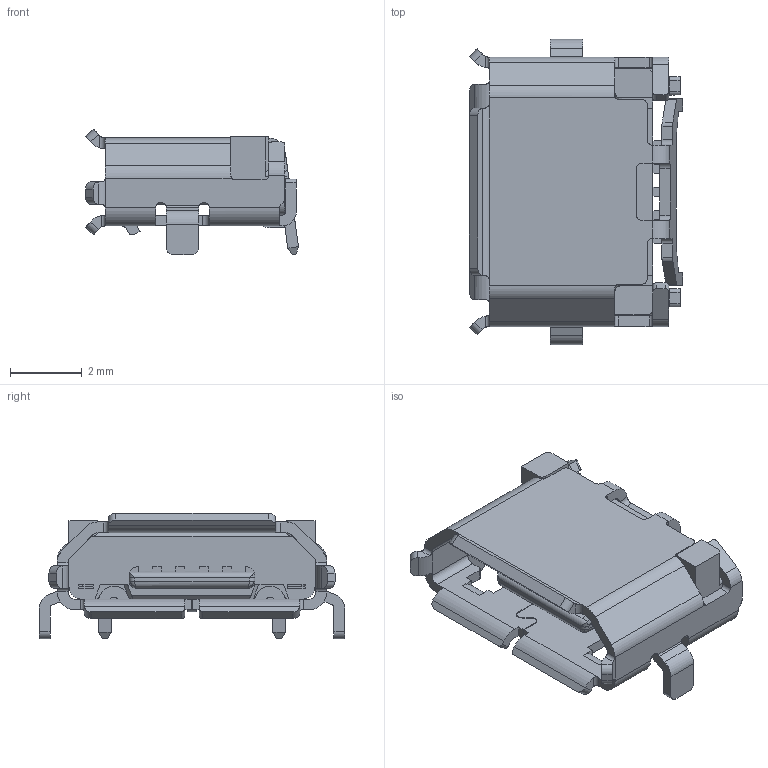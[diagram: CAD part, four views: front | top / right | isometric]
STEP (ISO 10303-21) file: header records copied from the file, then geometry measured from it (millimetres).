
FILE_DESCRIPTION(('CoCreate Modeling STEP Export'),'2;1');
FILE_NAME('sdfsd.stp','2017-11-15T10:34:34',(''),(''),'CoCreate Modeling STEP processor for AP214 (Solid Model)','CoCreate Modeling 16.00 13-May-2008 (C) Parametric Technology GmbH','');
FILE_SCHEMA(('AUTOMOTIVE_DESIGN { 1 0 10303 214 1 1 1 1 }'));
Length unit declared in the file: millimetre
Products named in the file (9): PLATE_02-1_0813_1_1_1_2_1_1_1; A1_1; TCL4DIPHOUSING20120727; TCL4DIP20120727_ASM; AA0B010-026_STP; __________-___________STP_1; ASSEMBLY-1; 1_ASM; 010101010-085_反向全插式带铁片.stp
Assembly tree (8 placements, depth 7):
  010101010-085_反向全插式带铁片.stp
    1_ASM
      ASSEMBLY-1
        __________-___________STP_1
          AA0B010-026_STP
            TCL4DIP20120727_ASM
              TCL4DIPHOUSING20120727
          A1_1
            PLATE_02-1_0813_1_1_1_2_1_1_1
Bounding box: 5.93 x 8.5 x 3.5 mm (x, y, z)
Volume: 44.1 mm3; surface area: 297.5 mm2
Topology: 2 solids, 5 shells, 881 faces, 2505 edges, 1613 vertices
Faces by surface type: plane 576, cylinder 283, bspline 18, cone 4
Entity records: 30031 total; most frequent: CARTESIAN_POINT 6672, ORIENTED_EDGE 5006, DIRECTION 4634, EDGE_CURVE 2503, VECTOR 1842, LINE 1842, VERTEX_POINT 1613, AXIS2_PLACEMENT_3D 1396
